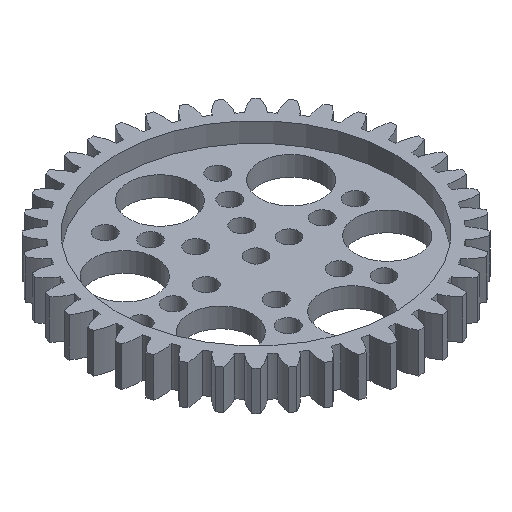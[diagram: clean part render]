
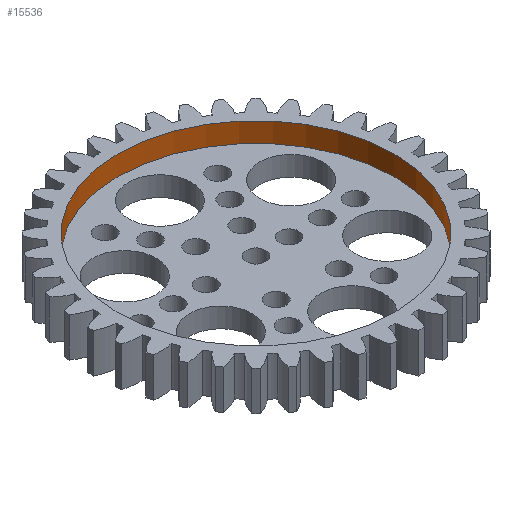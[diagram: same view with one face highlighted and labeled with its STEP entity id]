
A CAD part, isometric view. The second image highlights one B-rep face of the part: STEP entity #15536.
In plain terms, the highlighted cylindrical face has radius 17.5 mm (diameter 35 mm), a full revolution.
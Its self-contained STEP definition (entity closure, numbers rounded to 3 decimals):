
#110 = PLANE('',#111);
#111 = AXIS2_PLACEMENT_3D('',#112,#113,#114);
#112 = CARTESIAN_POINT('',(0.,0.,5.));
#113 = DIRECTION('',(0.,-0.,-1.));
#114 = DIRECTION('',(-1.,0.,0.));
#10260 = EDGE_CURVE('',#10261,#10261,#10263,.T.);
#10261 = VERTEX_POINT('',#10262);
#10262 = CARTESIAN_POINT('',(17.5,0.,5.));
#10263 = SURFACE_CURVE('',#10264,(#10269,#10280),.PCURVE_S1.);
#10264 = CIRCLE('',#10265,17.5);
#10265 = AXIS2_PLACEMENT_3D('',#10266,#10267,#10268);
#10266 = CARTESIAN_POINT('',(0.,0.,5.));
#10267 = DIRECTION('',(0.,0.,1.));
#10268 = DIRECTION('',(1.,0.,-0.));
#10269 = PCURVE('',#110,#10270);
#10270 = DEFINITIONAL_REPRESENTATION('',(#10271),#10279);
#10271 = ( BOUNDED_CURVE() B_SPLINE_CURVE(2,(#10272,#10273,#10274,#10275
    ,#10276,#10277,#10278),.UNSPECIFIED.,.T.,.F.) 
B_SPLINE_CURVE_WITH_KNOTS((1,2,2,2,2,1),(-2.094,0.,
    2.094,4.189,6.283,8.378),
.UNSPECIFIED.) CURVE() GEOMETRIC_REPRESENTATION_ITEM() 
RATIONAL_B_SPLINE_CURVE((1.,0.5,1.,0.5,1.,0.5,1.)) REPRESENTATION_ITEM(
  '') );
#10272 = CARTESIAN_POINT('',(-17.5,0.));
#10273 = CARTESIAN_POINT('',(-17.5,30.311));
#10274 = CARTESIAN_POINT('',(8.75,15.155));
#10275 = CARTESIAN_POINT('',(35.,0.));
#10276 = CARTESIAN_POINT('',(8.75,-15.155));
#10277 = CARTESIAN_POINT('',(-17.5,-30.311));
#10278 = CARTESIAN_POINT('',(-17.5,0.));
#10279 = ( GEOMETRIC_REPRESENTATION_CONTEXT(2) 
PARAMETRIC_REPRESENTATION_CONTEXT() REPRESENTATION_CONTEXT('2D SPACE',''
  ) );
#10280 = PCURVE('',#10281,#10286);
#10281 = CYLINDRICAL_SURFACE('',#10282,17.5);
#10282 = AXIS2_PLACEMENT_3D('',#10283,#10284,#10285);
#10283 = CARTESIAN_POINT('',(0.,0.,2.5));
#10284 = DIRECTION('',(0.,0.,1.));
#10285 = DIRECTION('',(1.,0.,0.));
#10286 = DEFINITIONAL_REPRESENTATION('',(#10287),#10291);
#10287 = LINE('',#10288,#10289);
#10288 = CARTESIAN_POINT('',(0.,2.5));
#10289 = VECTOR('',#10290,1.);
#10290 = DIRECTION('',(1.,0.));
#10291 = ( GEOMETRIC_REPRESENTATION_CONTEXT(2) 
PARAMETRIC_REPRESENTATION_CONTEXT() REPRESENTATION_CONTEXT('2D SPACE',''
  ) );
#14402 = PLANE('',#14403);
#14403 = AXIS2_PLACEMENT_3D('',#14404,#14405,#14406);
#14404 = CARTESIAN_POINT('',(0.,0.,2.5));
#14405 = DIRECTION('',(0.,0.,1.));
#14406 = DIRECTION('',(1.,0.,0.));
#15536 = ADVANCED_FACE('',(#15537),#10281,.F.);
#15537 = FACE_BOUND('',#15538,.F.);
#15538 = EDGE_LOOP('',(#15539,#15540,#15563,#15585));
#15539 = ORIENTED_EDGE('',*,*,#10260,.F.);
#15540 = ORIENTED_EDGE('',*,*,#15541,.F.);
#15541 = EDGE_CURVE('',#15542,#10261,#15544,.T.);
#15542 = VERTEX_POINT('',#15543);
#15543 = CARTESIAN_POINT('',(17.5,0.,2.5));
#15544 = SEAM_CURVE('',#15545,(#15549,#15556),.PCURVE_S1.);
#15545 = LINE('',#15546,#15547);
#15546 = CARTESIAN_POINT('',(17.5,0.,2.5));
#15547 = VECTOR('',#15548,1.);
#15548 = DIRECTION('',(0.,0.,1.));
#15549 = PCURVE('',#10281,#15550);
#15550 = DEFINITIONAL_REPRESENTATION('',(#15551),#15555);
#15551 = LINE('',#15552,#15553);
#15552 = CARTESIAN_POINT('',(6.283,-0.));
#15553 = VECTOR('',#15554,1.);
#15554 = DIRECTION('',(0.,1.));
#15555 = ( GEOMETRIC_REPRESENTATION_CONTEXT(2) 
PARAMETRIC_REPRESENTATION_CONTEXT() REPRESENTATION_CONTEXT('2D SPACE',''
  ) );
#15556 = PCURVE('',#10281,#15557);
#15557 = DEFINITIONAL_REPRESENTATION('',(#15558),#15562);
#15558 = LINE('',#15559,#15560);
#15559 = CARTESIAN_POINT('',(0.,-0.));
#15560 = VECTOR('',#15561,1.);
#15561 = DIRECTION('',(0.,1.));
#15562 = ( GEOMETRIC_REPRESENTATION_CONTEXT(2) 
PARAMETRIC_REPRESENTATION_CONTEXT() REPRESENTATION_CONTEXT('2D SPACE',''
  ) );
#15563 = ORIENTED_EDGE('',*,*,#15564,.T.);
#15564 = EDGE_CURVE('',#15542,#15542,#15565,.T.);
#15565 = SURFACE_CURVE('',#15566,(#15571,#15578),.PCURVE_S1.);
#15566 = CIRCLE('',#15567,17.5);
#15567 = AXIS2_PLACEMENT_3D('',#15568,#15569,#15570);
#15568 = CARTESIAN_POINT('',(0.,0.,2.5));
#15569 = DIRECTION('',(0.,0.,1.));
#15570 = DIRECTION('',(1.,0.,0.));
#15571 = PCURVE('',#10281,#15572);
#15572 = DEFINITIONAL_REPRESENTATION('',(#15573),#15577);
#15573 = LINE('',#15574,#15575);
#15574 = CARTESIAN_POINT('',(0.,0.));
#15575 = VECTOR('',#15576,1.);
#15576 = DIRECTION('',(1.,0.));
#15577 = ( GEOMETRIC_REPRESENTATION_CONTEXT(2) 
PARAMETRIC_REPRESENTATION_CONTEXT() REPRESENTATION_CONTEXT('2D SPACE',''
  ) );
#15578 = PCURVE('',#14402,#15579);
#15579 = DEFINITIONAL_REPRESENTATION('',(#15580),#15584);
#15580 = CIRCLE('',#15581,17.5);
#15581 = AXIS2_PLACEMENT_2D('',#15582,#15583);
#15582 = CARTESIAN_POINT('',(0.,0.));
#15583 = DIRECTION('',(1.,0.));
#15584 = ( GEOMETRIC_REPRESENTATION_CONTEXT(2) 
PARAMETRIC_REPRESENTATION_CONTEXT() REPRESENTATION_CONTEXT('2D SPACE',''
  ) );
#15585 = ORIENTED_EDGE('',*,*,#15541,.T.);
